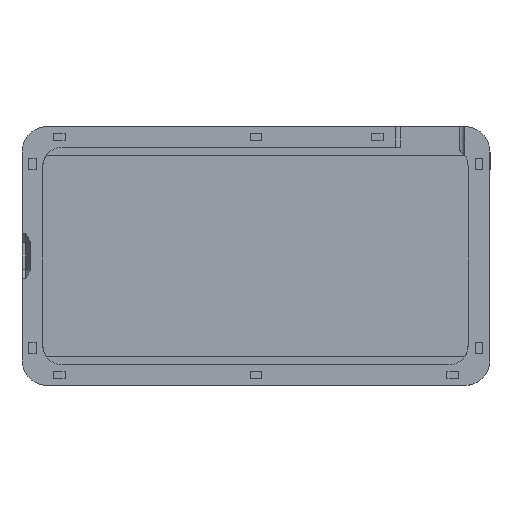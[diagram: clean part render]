
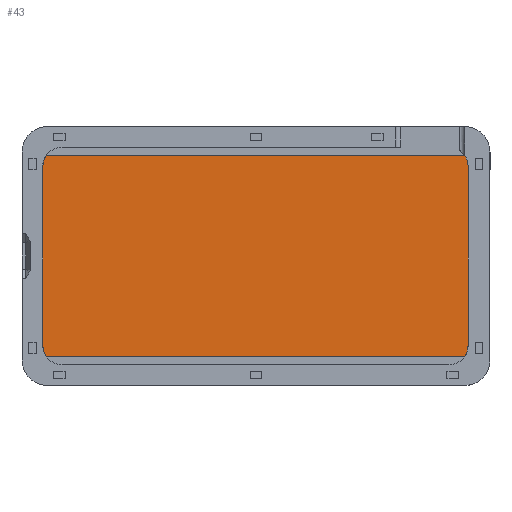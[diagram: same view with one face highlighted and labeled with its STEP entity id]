
A CAD part, top view. The second image highlights one B-rep face of the part: STEP entity #43.
In plain terms, the highlighted planar face has unit normal (0, 0, 1).
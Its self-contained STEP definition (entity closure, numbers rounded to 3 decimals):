
#43=ADVANCED_FACE('',(#135),#1405,.T.);
#135=FACE_OUTER_BOUND('',#227,.T.);
#227=EDGE_LOOP('',(#387,#388,#389,#390,#391,#392,#393,#394));
#387=ORIENTED_EDGE('',*,*,#808,.T.);
#388=ORIENTED_EDGE('',*,*,#813,.T.);
#389=ORIENTED_EDGE('',*,*,#823,.F.);
#390=ORIENTED_EDGE('',*,*,#822,.T.);
#391=ORIENTED_EDGE('',*,*,#810,.T.);
#392=ORIENTED_EDGE('',*,*,#995,.T.);
#393=ORIENTED_EDGE('',*,*,#803,.T.);
#394=ORIENTED_EDGE('',*,*,#821,.T.);
#803=EDGE_CURVE('',#1249,#1250,#1074,.T.);
#808=EDGE_CURVE('',#1270,#1271,#1077,.T.);
#810=EDGE_CURVE('',#1272,#1263,#1078,.T.);
#813=EDGE_CURVE('',#1271,#1269,#1011,.T.);
#821=EDGE_CURVE('',#1250,#1270,#1014,.T.);
#822=EDGE_CURVE('',#1268,#1272,#1015,.T.);
#823=EDGE_CURVE('',#1268,#1269,#1084,.T.);
#995=EDGE_CURVE('',#1263,#1249,#1045,.T.);
#1011=(
BOUNDED_CURVE()
B_SPLINE_CURVE(2,(#2125,#2126,#2127),.UNSPECIFIED.,.F.,.F.)
B_SPLINE_CURVE_WITH_KNOTS((3,3),(49.15,52.198),.UNSPECIFIED.)
CURVE()
GEOMETRIC_REPRESENTATION_ITEM()
RATIONAL_B_SPLINE_CURVE((1.,0.955,1.))
REPRESENTATION_ITEM('')
);
#1014=(
BOUNDED_CURVE()
B_SPLINE_CURVE(2,(#2144,#2145,#2146),.UNSPECIFIED.,.F.,.F.)
B_SPLINE_CURVE_WITH_KNOTS((3,3),(339.86,342.941),
 .UNSPECIFIED.)
CURVE()
GEOMETRIC_REPRESENTATION_ITEM()
RATIONAL_B_SPLINE_CURVE((1.,0.955,1.))
REPRESENTATION_ITEM('')
);
#1015=(
BOUNDED_CURVE()
B_SPLINE_CURVE(2,(#2147,#2148,#2149),.UNSPECIFIED.,.F.,.F.)
B_SPLINE_CURVE_WITH_KNOTS((3,3),(168.187,171.428),
 .UNSPECIFIED.)
CURVE()
GEOMETRIC_REPRESENTATION_ITEM()
RATIONAL_B_SPLINE_CURVE((1.,0.955,1.))
REPRESENTATION_ITEM('')
);
#1045=(
BOUNDED_CURVE()
B_SPLINE_CURVE(2,(#2524,#2525,#2526),.UNSPECIFIED.,.F.,.F.)
B_SPLINE_CURVE_WITH_KNOTS((3,3),(220.578,223.818),
 .UNSPECIFIED.)
CURVE()
GEOMETRIC_REPRESENTATION_ITEM()
RATIONAL_B_SPLINE_CURVE((1.,0.955,1.))
REPRESENTATION_ITEM('')
);
#1074=B_SPLINE_CURVE_WITH_KNOTS('',1,(#2099,#2100),.UNSPECIFIED.,.F.,.F.,
(2,2),(226.888,338.228),.UNSPECIFIED.);
#1077=B_SPLINE_CURVE_WITH_KNOTS('',2,(#2110,#2111,#2112),.UNSPECIFIED.,
 .F.,.F.,(3,3),(342.941,392.091),.UNSPECIFIED.);
#1078=B_SPLINE_CURVE_WITH_KNOTS('',2,(#2116,#2117,#2118),.UNSPECIFIED.,
 .F.,.F.,(3,3),(171.428,220.578),.UNSPECIFIED.);
#1084=B_SPLINE_CURVE_WITH_KNOTS('',1,(#2150,#2151),.UNSPECIFIED.,.F.,.F.,
(2,2),(-168.374,-57.034),.UNSPECIFIED.);
#1249=VERTEX_POINT('',#1873);
#1250=VERTEX_POINT('',#1874);
#1263=VERTEX_POINT('',#1887);
#1268=VERTEX_POINT('',#1892);
#1269=VERTEX_POINT('',#1893);
#1270=VERTEX_POINT('',#1894);
#1271=VERTEX_POINT('',#1895);
#1272=VERTEX_POINT('',#1896);
#1405=PLANE('',#1503);
#1503=AXIS2_PLACEMENT_3D('',#1722,#1588,$);
#1588=DIRECTION('',(0.,0.,1.));
#1722=CARTESIAN_POINT('',(-58.45,27.325,-1.141));
#1873=CARTESIAN_POINT('',(57.519,27.325,-1.141));
#1874=CARTESIAN_POINT('',(-57.519,27.325,-1.141));
#1887=CARTESIAN_POINT('',(58.45,24.325,-1.141));
#1892=CARTESIAN_POINT('',(57.519,-27.825,-1.141));
#1893=CARTESIAN_POINT('',(-57.519,-27.825,-1.141));
#1894=CARTESIAN_POINT('',(-58.45,24.325,-1.141));
#1895=CARTESIAN_POINT('',(-58.45,-24.825,-1.141));
#1896=CARTESIAN_POINT('',(58.45,-24.825,-1.141));
#2099=CARTESIAN_POINT('',(57.519,27.325,-1.141));
#2100=CARTESIAN_POINT('',(-57.519,27.325,-1.141));
#2110=CARTESIAN_POINT('',(-58.45,24.325,-1.141));
#2111=CARTESIAN_POINT('',(-58.45,-0.25,-1.141));
#2112=CARTESIAN_POINT('',(-58.45,-24.825,-1.141));
#2116=CARTESIAN_POINT('',(58.45,-24.825,-1.141));
#2117=CARTESIAN_POINT('',(58.45,-0.25,-1.141));
#2118=CARTESIAN_POINT('',(58.45,24.325,-1.141));
#2125=CARTESIAN_POINT('',(-58.45,-24.825,-1.141));
#2126=CARTESIAN_POINT('',(-58.45,-26.469,-1.141));
#2127=CARTESIAN_POINT('',(-57.519,-27.825,-1.141));
#2144=CARTESIAN_POINT('',(-57.519,27.325,-1.141));
#2145=CARTESIAN_POINT('',(-58.45,25.97,-1.141));
#2146=CARTESIAN_POINT('',(-58.45,24.325,-1.141));
#2147=CARTESIAN_POINT('',(57.519,-27.825,-1.141));
#2148=CARTESIAN_POINT('',(58.45,-26.469,-1.141));
#2149=CARTESIAN_POINT('',(58.45,-24.825,-1.141));
#2150=CARTESIAN_POINT('',(57.519,-27.825,-1.141));
#2151=CARTESIAN_POINT('',(-57.519,-27.825,-1.141));
#2524=CARTESIAN_POINT('',(58.45,24.325,-1.141));
#2525=CARTESIAN_POINT('',(58.45,25.97,-1.141));
#2526=CARTESIAN_POINT('',(57.519,27.325,-1.141));
